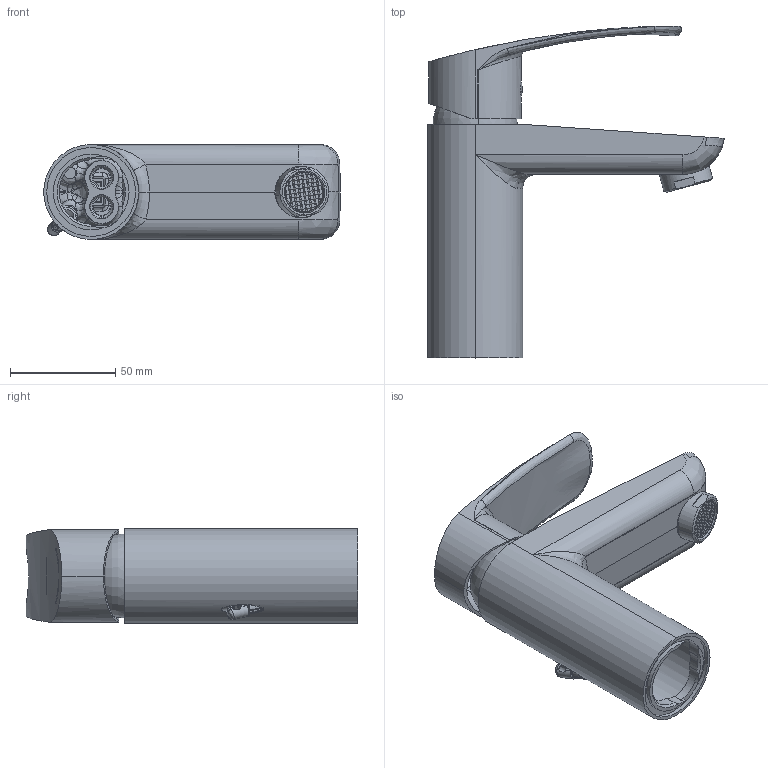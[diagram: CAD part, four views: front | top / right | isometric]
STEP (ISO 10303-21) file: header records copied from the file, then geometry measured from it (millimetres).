
FILE_DESCRIPTION (( 'STEP AP203' ), '1' );
FILE_NAME ('57AP08682.STEP', '2023-10-25T10:30:35', ( '' ), ( '' ), 'SwSTEP 2.0', 'SolidWorks 2021', '' );
FILE_SCHEMA (( 'CONFIG_CONTROL_DESIGN' ));
Length unit declared in the file: millimetre
Products named in the file (1): 57AP08682
Bounding box: 140.93 x 157.67 x 45.1 mm (x, y, z)
Volume: 104912.8 mm3; surface area: 87663.1 mm2
Topology: 7 solids, 7 shells, 1418 faces, 3857 edges, 2490 vertices
Faces by surface type: plane 954, cylinder 203, bspline 194, cone 52, torus 11, sphere 4
Entity records: 63885 total; most frequent: CARTESIAN_POINT 29584, ORIENTED_EDGE 7680, DIRECTION 6118, EDGE_CURVE 3840, VECTOR 2690, LINE 2690, VERTEX_POINT 2490, AXIS2_PLACEMENT_3D 1714
